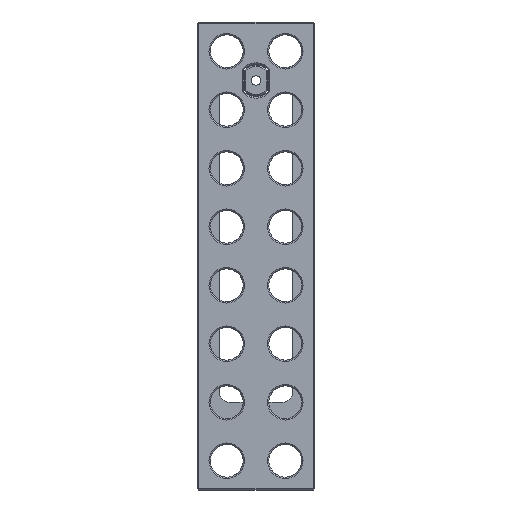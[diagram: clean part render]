
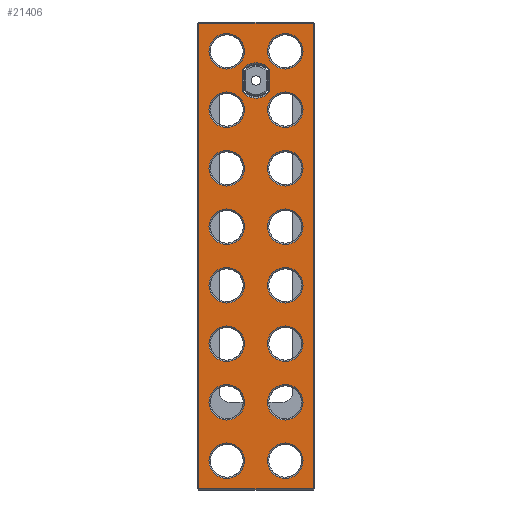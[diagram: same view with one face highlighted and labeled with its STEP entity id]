
A CAD part, left-side view. The second image highlights one B-rep face of the part: STEP entity #21406.
In plain terms, the highlighted planar face has unit normal (-1, 0, 0).
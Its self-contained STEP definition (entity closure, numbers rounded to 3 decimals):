
#3869 = EDGE_CURVE('',#3870,#3870,#3872,.T.);
#3870 = VERTEX_POINT('',#3871);
#3871 = CARTESIAN_POINT('',(-37.5,10.05,93.75));
#3872 = CIRCLE('',#3873,3.8);
#3873 = AXIS2_PLACEMENT_3D('',#3874,#3875,#3876);
#3874 = CARTESIAN_POINT('',(-37.5,6.25,93.75));
#3875 = DIRECTION('',(1.,-0.,0.));
#3876 = DIRECTION('',(0.,1.,0.));
#3957 = VERTEX_POINT('',#3958);
#3958 = CARTESIAN_POINT('',(-37.5,12.2,0.3));
#3966 = VERTEX_POINT('',#3967);
#3967 = CARTESIAN_POINT('',(-37.5,12.2,99.7));
#3973 = EDGE_CURVE('',#3957,#3966,#3974,.T.);
#3974 = LINE('',#3975,#3976);
#3975 = CARTESIAN_POINT('',(-37.5,12.2,0.));
#3976 = VECTOR('',#3977,1.);
#3977 = DIRECTION('',(0.,0.,1.));
#21213 = VERTEX_POINT('',#21214);
#21214 = CARTESIAN_POINT('',(-37.5,10.05,81.25));
#21220 = EDGE_CURVE('',#21213,#21213,#21221,.T.);
#21221 = CIRCLE('',#21222,3.8);
#21222 = AXIS2_PLACEMENT_3D('',#21223,#21224,#21225);
#21223 = CARTESIAN_POINT('',(-37.5,6.25,81.25));
#21224 = DIRECTION('',(1.,-0.,0.));
#21225 = DIRECTION('',(0.,1.,0.));
#21406 = ADVANCED_FACE('',(#21407,#21432,#21435,#21438,#21449,#21460,
    #21496,#21507,#21518,#21529,#21540,#21551,#21562,#21573,#21584,
    #21595,#21606,#21617),#21628,.T.);
#21407 = FACE_BOUND('',#21408,.T.);
#21408 = EDGE_LOOP('',(#21409,#21417,#21425,#21431));
#21409 = ORIENTED_EDGE('',*,*,#21410,.T.);
#21410 = EDGE_CURVE('',#3957,#21411,#21413,.T.);
#21411 = VERTEX_POINT('',#21412);
#21412 = CARTESIAN_POINT('',(-37.5,-12.2,0.3));
#21413 = LINE('',#21414,#21415);
#21414 = CARTESIAN_POINT('',(-37.5,12.5,0.3));
#21415 = VECTOR('',#21416,1.);
#21416 = DIRECTION('',(0.,-1.,0.));
#21417 = ORIENTED_EDGE('',*,*,#21418,.T.);
#21418 = EDGE_CURVE('',#21411,#21419,#21421,.T.);
#21419 = VERTEX_POINT('',#21420);
#21420 = CARTESIAN_POINT('',(-37.5,-12.2,99.7));
#21421 = LINE('',#21422,#21423);
#21422 = CARTESIAN_POINT('',(-37.5,-12.2,0.));
#21423 = VECTOR('',#21424,1.);
#21424 = DIRECTION('',(0.,0.,1.));
#21425 = ORIENTED_EDGE('',*,*,#21426,.T.);
#21426 = EDGE_CURVE('',#21419,#3966,#21427,.T.);
#21427 = LINE('',#21428,#21429);
#21428 = CARTESIAN_POINT('',(-37.5,-12.5,99.7));
#21429 = VECTOR('',#21430,1.);
#21430 = DIRECTION('',(0.,1.,0.));
#21431 = ORIENTED_EDGE('',*,*,#3973,.F.);
#21432 = FACE_BOUND('',#21433,.T.);
#21433 = EDGE_LOOP('',(#21434));
#21434 = ORIENTED_EDGE('',*,*,#3869,.T.);
#21435 = FACE_BOUND('',#21436,.T.);
#21436 = EDGE_LOOP('',(#21437));
#21437 = ORIENTED_EDGE('',*,*,#21220,.T.);
#21438 = FACE_BOUND('',#21439,.T.);
#21439 = EDGE_LOOP('',(#21440));
#21440 = ORIENTED_EDGE('',*,*,#21441,.T.);
#21441 = EDGE_CURVE('',#21442,#21442,#21444,.T.);
#21442 = VERTEX_POINT('',#21443);
#21443 = CARTESIAN_POINT('',(-37.5,10.05,68.75));
#21444 = CIRCLE('',#21445,3.8);
#21445 = AXIS2_PLACEMENT_3D('',#21446,#21447,#21448);
#21446 = CARTESIAN_POINT('',(-37.5,6.25,68.75));
#21447 = DIRECTION('',(1.,-0.,0.));
#21448 = DIRECTION('',(0.,1.,0.));
#21449 = FACE_BOUND('',#21450,.T.);
#21450 = EDGE_LOOP('',(#21451));
#21451 = ORIENTED_EDGE('',*,*,#21452,.T.);
#21452 = EDGE_CURVE('',#21453,#21453,#21455,.T.);
#21453 = VERTEX_POINT('',#21454);
#21454 = CARTESIAN_POINT('',(-37.5,10.05,56.25));
#21455 = CIRCLE('',#21456,3.8);
#21456 = AXIS2_PLACEMENT_3D('',#21457,#21458,#21459);
#21457 = CARTESIAN_POINT('',(-37.5,6.25,56.25));
#21458 = DIRECTION('',(1.,-0.,0.));
#21459 = DIRECTION('',(0.,1.,0.));
#21460 = FACE_BOUND('',#21461,.T.);
#21461 = EDGE_LOOP('',(#21462,#21472,#21481,#21489));
#21462 = ORIENTED_EDGE('',*,*,#21463,.F.);
#21463 = EDGE_CURVE('',#21464,#21466,#21468,.T.);
#21464 = VERTEX_POINT('',#21465);
#21465 = CARTESIAN_POINT('',(-37.5,-2.95,85.105));
#21466 = VERTEX_POINT('',#21467);
#21467 = CARTESIAN_POINT('',(-37.5,-2.95,89.895));
#21468 = LINE('',#21469,#21470);
#21469 = CARTESIAN_POINT('',(-37.5,-2.95,85.214));
#21470 = VECTOR('',#21471,1.);
#21471 = DIRECTION('',(0.,0.,1.));
#21472 = ORIENTED_EDGE('',*,*,#21473,.T.);
#21473 = EDGE_CURVE('',#21464,#21474,#21476,.T.);
#21474 = VERTEX_POINT('',#21475);
#21475 = CARTESIAN_POINT('',(-37.5,2.95,85.105));
#21476 = CIRCLE('',#21477,3.8);
#21477 = AXIS2_PLACEMENT_3D('',#21478,#21479,#21480);
#21478 = CARTESIAN_POINT('',(-37.5,0.,87.5));
#21479 = DIRECTION('',(1.,0.,0.));
#21480 = DIRECTION('',(0.,-0.757,-0.653));
#21481 = ORIENTED_EDGE('',*,*,#21482,.F.);
#21482 = EDGE_CURVE('',#21483,#21474,#21485,.T.);
#21483 = VERTEX_POINT('',#21484);
#21484 = CARTESIAN_POINT('',(-37.5,2.95,89.895));
#21485 = LINE('',#21486,#21487);
#21486 = CARTESIAN_POINT('',(-37.5,2.95,89.786));
#21487 = VECTOR('',#21488,1.);
#21488 = DIRECTION('',(0.,0.,-1.));
#21489 = ORIENTED_EDGE('',*,*,#21490,.T.);
#21490 = EDGE_CURVE('',#21483,#21466,#21491,.T.);
#21491 = CIRCLE('',#21492,3.8);
#21492 = AXIS2_PLACEMENT_3D('',#21493,#21494,#21495);
#21493 = CARTESIAN_POINT('',(-37.5,0.,87.5));
#21494 = DIRECTION('',(1.,0.,-0.));
#21495 = DIRECTION('',(0.,0.757,0.653));
#21496 = FACE_BOUND('',#21497,.T.);
#21497 = EDGE_LOOP('',(#21498));
#21498 = ORIENTED_EDGE('',*,*,#21499,.T.);
#21499 = EDGE_CURVE('',#21500,#21500,#21502,.T.);
#21500 = VERTEX_POINT('',#21501);
#21501 = CARTESIAN_POINT('',(-37.5,10.05,43.75));
#21502 = CIRCLE('',#21503,3.8);
#21503 = AXIS2_PLACEMENT_3D('',#21504,#21505,#21506);
#21504 = CARTESIAN_POINT('',(-37.5,6.25,43.75));
#21505 = DIRECTION('',(1.,-0.,0.));
#21506 = DIRECTION('',(0.,1.,0.));
#21507 = FACE_BOUND('',#21508,.T.);
#21508 = EDGE_LOOP('',(#21509));
#21509 = ORIENTED_EDGE('',*,*,#21510,.T.);
#21510 = EDGE_CURVE('',#21511,#21511,#21513,.T.);
#21511 = VERTEX_POINT('',#21512);
#21512 = CARTESIAN_POINT('',(-37.5,10.05,31.25));
#21513 = CIRCLE('',#21514,3.8);
#21514 = AXIS2_PLACEMENT_3D('',#21515,#21516,#21517);
#21515 = CARTESIAN_POINT('',(-37.5,6.25,31.25));
#21516 = DIRECTION('',(1.,-0.,0.));
#21517 = DIRECTION('',(0.,1.,0.));
#21518 = FACE_BOUND('',#21519,.T.);
#21519 = EDGE_LOOP('',(#21520));
#21520 = ORIENTED_EDGE('',*,*,#21521,.T.);
#21521 = EDGE_CURVE('',#21522,#21522,#21524,.T.);
#21522 = VERTEX_POINT('',#21523);
#21523 = CARTESIAN_POINT('',(-37.5,10.05,18.75));
#21524 = CIRCLE('',#21525,3.8);
#21525 = AXIS2_PLACEMENT_3D('',#21526,#21527,#21528);
#21526 = CARTESIAN_POINT('',(-37.5,6.25,18.75));
#21527 = DIRECTION('',(1.,-0.,0.));
#21528 = DIRECTION('',(0.,1.,0.));
#21529 = FACE_BOUND('',#21530,.T.);
#21530 = EDGE_LOOP('',(#21531));
#21531 = ORIENTED_EDGE('',*,*,#21532,.T.);
#21532 = EDGE_CURVE('',#21533,#21533,#21535,.T.);
#21533 = VERTEX_POINT('',#21534);
#21534 = CARTESIAN_POINT('',(-37.5,10.05,6.25));
#21535 = CIRCLE('',#21536,3.8);
#21536 = AXIS2_PLACEMENT_3D('',#21537,#21538,#21539);
#21537 = CARTESIAN_POINT('',(-37.5,6.25,6.25));
#21538 = DIRECTION('',(1.,-0.,0.));
#21539 = DIRECTION('',(0.,1.,0.));
#21540 = FACE_BOUND('',#21541,.T.);
#21541 = EDGE_LOOP('',(#21542));
#21542 = ORIENTED_EDGE('',*,*,#21543,.T.);
#21543 = EDGE_CURVE('',#21544,#21544,#21546,.T.);
#21544 = VERTEX_POINT('',#21545);
#21545 = CARTESIAN_POINT('',(-37.5,-2.45,93.75));
#21546 = CIRCLE('',#21547,3.8);
#21547 = AXIS2_PLACEMENT_3D('',#21548,#21549,#21550);
#21548 = CARTESIAN_POINT('',(-37.5,-6.25,93.75));
#21549 = DIRECTION('',(1.,-0.,0.));
#21550 = DIRECTION('',(0.,1.,0.));
#21551 = FACE_BOUND('',#21552,.T.);
#21552 = EDGE_LOOP('',(#21553));
#21553 = ORIENTED_EDGE('',*,*,#21554,.T.);
#21554 = EDGE_CURVE('',#21555,#21555,#21557,.T.);
#21555 = VERTEX_POINT('',#21556);
#21556 = CARTESIAN_POINT('',(-37.5,-2.45,81.25));
#21557 = CIRCLE('',#21558,3.8);
#21558 = AXIS2_PLACEMENT_3D('',#21559,#21560,#21561);
#21559 = CARTESIAN_POINT('',(-37.5,-6.25,81.25));
#21560 = DIRECTION('',(1.,0.,0.));
#21561 = DIRECTION('',(-0.,1.,0.));
#21562 = FACE_BOUND('',#21563,.T.);
#21563 = EDGE_LOOP('',(#21564));
#21564 = ORIENTED_EDGE('',*,*,#21565,.T.);
#21565 = EDGE_CURVE('',#21566,#21566,#21568,.T.);
#21566 = VERTEX_POINT('',#21567);
#21567 = CARTESIAN_POINT('',(-37.5,-2.45,68.75));
#21568 = CIRCLE('',#21569,3.8);
#21569 = AXIS2_PLACEMENT_3D('',#21570,#21571,#21572);
#21570 = CARTESIAN_POINT('',(-37.5,-6.25,68.75));
#21571 = DIRECTION('',(1.,0.,0.));
#21572 = DIRECTION('',(-0.,1.,0.));
#21573 = FACE_BOUND('',#21574,.T.);
#21574 = EDGE_LOOP('',(#21575));
#21575 = ORIENTED_EDGE('',*,*,#21576,.T.);
#21576 = EDGE_CURVE('',#21577,#21577,#21579,.T.);
#21577 = VERTEX_POINT('',#21578);
#21578 = CARTESIAN_POINT('',(-37.5,-2.45,56.25));
#21579 = CIRCLE('',#21580,3.8);
#21580 = AXIS2_PLACEMENT_3D('',#21581,#21582,#21583);
#21581 = CARTESIAN_POINT('',(-37.5,-6.25,56.25));
#21582 = DIRECTION('',(1.,0.,0.));
#21583 = DIRECTION('',(-0.,1.,0.));
#21584 = FACE_BOUND('',#21585,.T.);
#21585 = EDGE_LOOP('',(#21586));
#21586 = ORIENTED_EDGE('',*,*,#21587,.T.);
#21587 = EDGE_CURVE('',#21588,#21588,#21590,.T.);
#21588 = VERTEX_POINT('',#21589);
#21589 = CARTESIAN_POINT('',(-37.5,-2.45,43.75));
#21590 = CIRCLE('',#21591,3.8);
#21591 = AXIS2_PLACEMENT_3D('',#21592,#21593,#21594);
#21592 = CARTESIAN_POINT('',(-37.5,-6.25,43.75));
#21593 = DIRECTION('',(1.,0.,0.));
#21594 = DIRECTION('',(-0.,1.,0.));
#21595 = FACE_BOUND('',#21596,.T.);
#21596 = EDGE_LOOP('',(#21597));
#21597 = ORIENTED_EDGE('',*,*,#21598,.T.);
#21598 = EDGE_CURVE('',#21599,#21599,#21601,.T.);
#21599 = VERTEX_POINT('',#21600);
#21600 = CARTESIAN_POINT('',(-37.5,-2.45,31.25));
#21601 = CIRCLE('',#21602,3.8);
#21602 = AXIS2_PLACEMENT_3D('',#21603,#21604,#21605);
#21603 = CARTESIAN_POINT('',(-37.5,-6.25,31.25));
#21604 = DIRECTION('',(1.,0.,0.));
#21605 = DIRECTION('',(-0.,1.,0.));
#21606 = FACE_BOUND('',#21607,.T.);
#21607 = EDGE_LOOP('',(#21608));
#21608 = ORIENTED_EDGE('',*,*,#21609,.T.);
#21609 = EDGE_CURVE('',#21610,#21610,#21612,.T.);
#21610 = VERTEX_POINT('',#21611);
#21611 = CARTESIAN_POINT('',(-37.5,-2.45,18.75));
#21612 = CIRCLE('',#21613,3.8);
#21613 = AXIS2_PLACEMENT_3D('',#21614,#21615,#21616);
#21614 = CARTESIAN_POINT('',(-37.5,-6.25,18.75));
#21615 = DIRECTION('',(1.,0.,0.));
#21616 = DIRECTION('',(-0.,1.,0.));
#21617 = FACE_BOUND('',#21618,.T.);
#21618 = EDGE_LOOP('',(#21619));
#21619 = ORIENTED_EDGE('',*,*,#21620,.T.);
#21620 = EDGE_CURVE('',#21621,#21621,#21623,.T.);
#21621 = VERTEX_POINT('',#21622);
#21622 = CARTESIAN_POINT('',(-37.5,-2.45,6.25));
#21623 = CIRCLE('',#21624,3.8);
#21624 = AXIS2_PLACEMENT_3D('',#21625,#21626,#21627);
#21625 = CARTESIAN_POINT('',(-37.5,-6.25,6.25));
#21626 = DIRECTION('',(1.,-0.,0.));
#21627 = DIRECTION('',(0.,1.,0.));
#21628 = PLANE('',#21629);
#21629 = AXIS2_PLACEMENT_3D('',#21630,#21631,#21632);
#21630 = CARTESIAN_POINT('',(-37.5,0.,50.));
#21631 = DIRECTION('',(-1.,-0.,-0.));
#21632 = DIRECTION('',(0.,0.,-1.));
